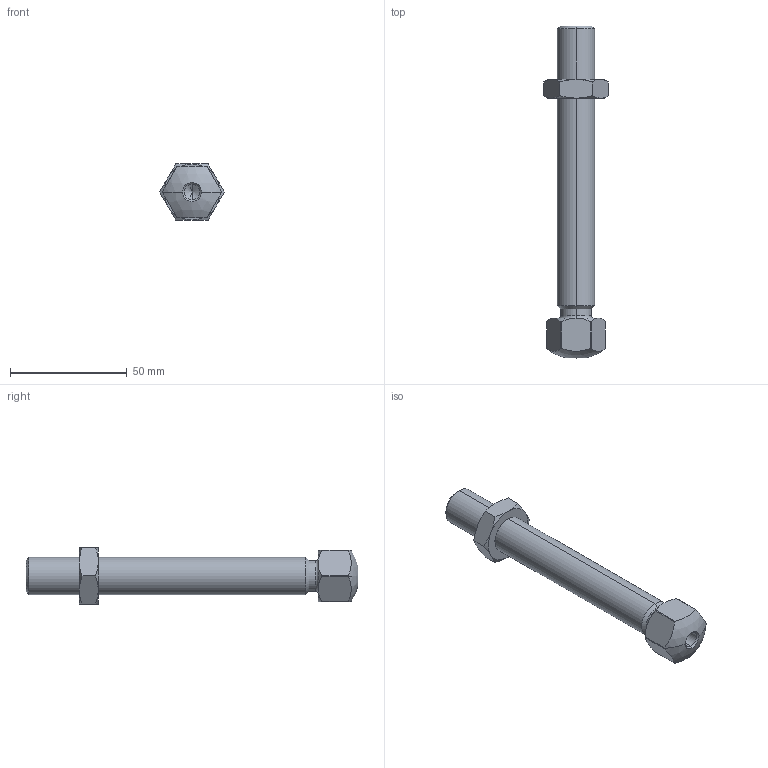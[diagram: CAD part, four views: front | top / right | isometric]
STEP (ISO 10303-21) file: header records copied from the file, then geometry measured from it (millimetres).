
FILE_DESCRIPTION (( 'STEP AP214' ), '1' );
FILE_NAME ('203600656.STEP', '2014-02-17T15:31:13', ( '' ), ( '' ), 'SwSTEP 2.0', 'SolidWorks 2014', '' );
FILE_SCHEMA (( 'AUTOMOTIVE_DESIGN' ));
Length unit declared in the file: millimetre
Products named in the file (3): ISO4035-M16_6kt-mutter_Hexagon Thin Nut ISO 4035 - M16 - N; 098am16066m-Tab_098 am 16 100; 203600656
Assembly tree (2 placements, depth 2):
  203600656
    098am16066m-Tab_098 am 16 100
    ISO4035-M16_6kt-mutter_Hexagon Thin Nut ISO 4035 - M16 - N
Bounding box: 27.71 x 141.98 x 24 mm (x, y, z)
Volume: 33546.6 mm3; surface area: 10047.3 mm2
Topology: 2 solids, 2 shells, 70 faces, 164 edges, 97 vertices
Faces by surface type: cone 34, cylinder 16, plane 16, torus 2, sphere 2
Entity records: 2314 total; most frequent: CARTESIAN_POINT 562, DIRECTION 352, ORIENTED_EDGE 324, EDGE_CURVE 162, AXIS2_PLACEMENT_3D 151, VERTEX_POINT 97, CIRCLE 76, EDGE_LOOP 73
